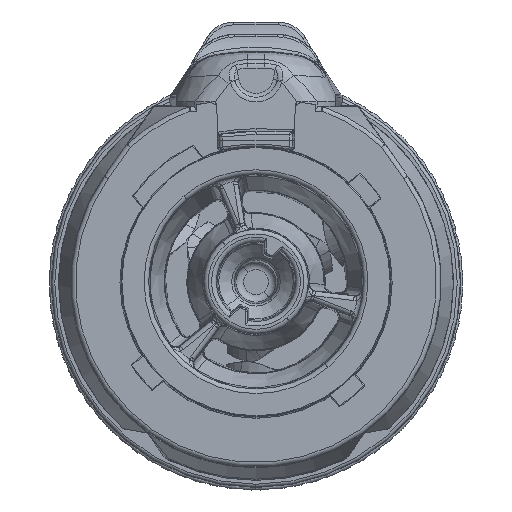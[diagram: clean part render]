
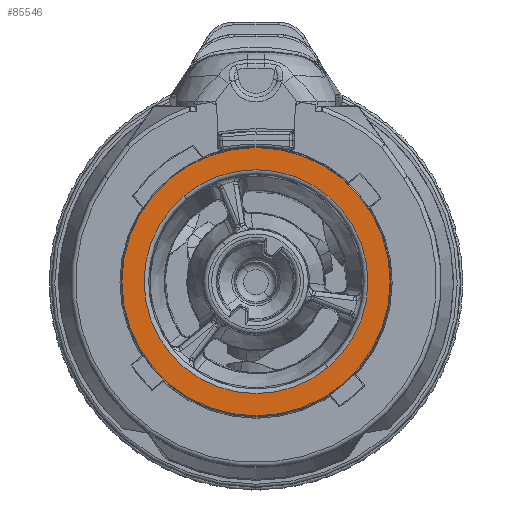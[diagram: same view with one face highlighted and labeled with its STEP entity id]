
A CAD part, top view. The second image highlights one B-rep face of the part: STEP entity #85546.
In plain terms, the highlighted planar face has unit normal (0, 0, 1).
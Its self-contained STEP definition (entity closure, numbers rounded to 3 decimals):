
#23609=CARTESIAN_POINT('',(0.,0.,20.15));
#23610=DIRECTION('',(0.,0.,-1.));
#23611=DIRECTION('',(0.643,-0.766,0.));
#23612=AXIS2_PLACEMENT_3D('',#23609,#23610,#23611);
#23614=CARTESIAN_POINT('',(0.,0.,20.15));
#23615=DIRECTION('',(0.,0.,-1.));
#23616=DIRECTION('',(-0.643,0.766,0.));
#23617=AXIS2_PLACEMENT_3D('',#23614,#23615,#23616);
#23619=CARTESIAN_POINT('',(0.,0.,20.15));
#23620=DIRECTION('',(0.,0.,-1.));
#23621=DIRECTION('',(-0.643,0.766,0.));
#23622=AXIS2_PLACEMENT_3D('',#23619,#23620,#23621);
#23624=CARTESIAN_POINT('',(0.,0.,20.15));
#23625=DIRECTION('',(0.,0.,-1.));
#23626=DIRECTION('',(0.643,-0.766,0.));
#23627=AXIS2_PLACEMENT_3D('',#23624,#23625,#23626);
#48071=CARTESIAN_POINT('',(4.666,-5.56,20.15));
#48072=CARTESIAN_POINT('',(-4.666,5.56,20.15));
#48073=VERTEX_POINT('',#48071);
#48074=VERTEX_POINT('',#48072);
#48231=CARTESIAN_POINT('',(-5.592,6.665,20.15));
#48232=CARTESIAN_POINT('',(5.592,-6.665,20.15));
#48233=VERTEX_POINT('',#48231);
#48234=VERTEX_POINT('',#48232);
#85531=CARTESIAN_POINT('',(0.,0.,20.15));
#85532=DIRECTION('',(0.,0.,-1.));
#85533=DIRECTION('',(-0.643,0.766,0.));
#85534=AXIS2_PLACEMENT_3D('',#85531,#85532,#85533);
#85535=PLANE('',#85534);
#85536=ORIENTED_EDGE('',*,*,#85525,.T.);
#85537=ORIENTED_EDGE('',*,*,#85511,.T.);
#85538=EDGE_LOOP('',(#85536,#85537));
#85539=FACE_OUTER_BOUND('',#85538,.F.);
#85541=ORIENTED_EDGE('',*,*,#85540,.F.);
#85543=ORIENTED_EDGE('',*,*,#85542,.F.);
#85544=EDGE_LOOP('',(#85541,#85543));
#85545=FACE_BOUND('',#85544,.F.);
#85546=ADVANCED_FACE('',(#85539,#85545),#85535,.F.);
#23613=CIRCLE('',#23612,7.259);
#23618=CIRCLE('',#23617,7.259);
#23623=CIRCLE('',#23622,8.7);
#23628=CIRCLE('',#23627,8.7);
#85511=EDGE_CURVE('',#48234,#48233,#23628,.T.);
#85525=EDGE_CURVE('',#48233,#48234,#23623,.T.);
#85540=EDGE_CURVE('',#48073,#48074,#23613,.T.);
#85542=EDGE_CURVE('',#48074,#48073,#23618,.T.);
